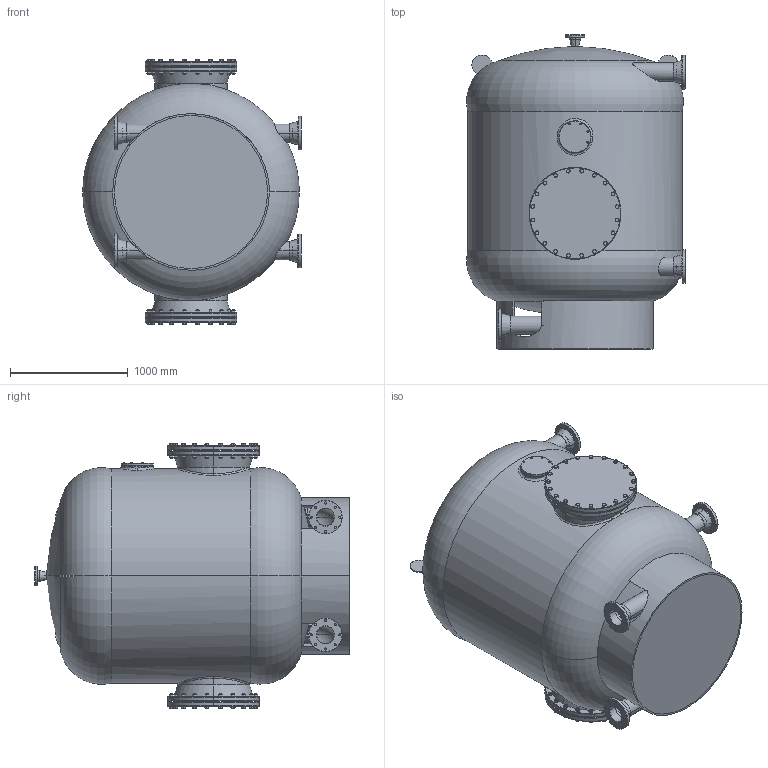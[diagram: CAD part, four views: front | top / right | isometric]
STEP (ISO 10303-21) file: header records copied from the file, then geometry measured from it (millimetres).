
FILE_DESCRIPTION (( 'STEP AP214' ), '1' );
FILE_NAME ('diatomea180c_v1_.STEP', '2020-10-30T10:36:10', ( '' ), ( '' ), 'SwSTEP 2.0', 'SolidWorks 2019', '' );
FILE_SCHEMA (( 'AUTOMOTIVE_DESIGN' ));
Length unit declared in the file: millimetre
Products named in the file (1): diatomea180c_v1_
Bounding box: 1855.41 x 2666.94 x 2246.16 mm (x, y, z)
Surface area: 24885140.8 mm2 (no closed solid volume)
Topology: 0 solids, 145 shells, 1505 faces, 3773 edges, 2403 vertices
Faces by surface type: plane 593, cone 531, cylinder 273, torus 94, bspline 10, sphere 4
Entity records: 110557 total; most frequent: CARTESIAN_POINT 64996, ORIENTED_EDGE 6613, DIRECTION 3899, EDGE_CURVE 3773, B_SPLINE_CURVE_WITH_KNOTS 3242, VERTEX_POINT 2403, AXIS2_PLACEMENT_3D 1872, EDGE_LOOP 1630
